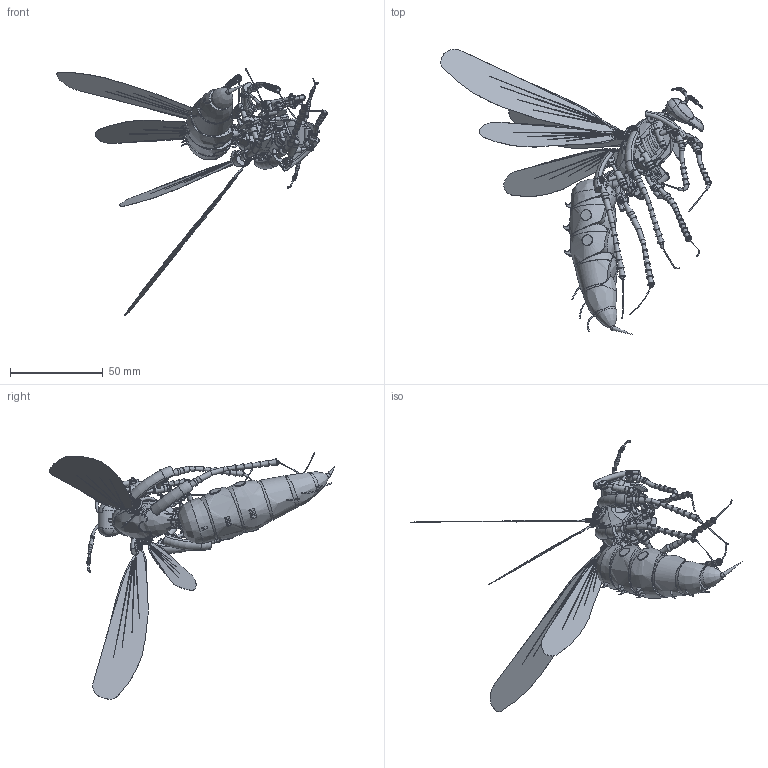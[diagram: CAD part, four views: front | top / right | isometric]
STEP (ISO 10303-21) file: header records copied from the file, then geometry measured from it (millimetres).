
FILE_DESCRIPTION( ( 'STEP AP214' ), '1' );
FILE_NAME( '4952_4756.stp', '2018-10-10T18:43:40', ( '' ), ( '' ), ' ', 'PARTsolutions', ' ' );
FILE_SCHEMA( ( 'AUTOMOTIVE_DESIGN { 1 0 10303 214 1 1 1 1 }' ) );
Length unit declared in the file: millimetre
Products named in the file (31): 8611; _Wasp Part back1.2; _Wasp Part1; _Wasp Part1_1; _Wasp Part1_2; _Wasp Part2; _Wasp Part3; _Wasp Part1_3; _Wasp Part1_4; _Wasp Part4; _Wasp Part5; _Wasp Part5_1; _Mosquito Robot body32; _Mosquito Robot body37; _Mosquito Robot body w3; _Mosquito Robot body35; _Wasp Part6; _Wasp Part6_1; _Mosquito Robot body33; _Mosquito Robot body38; _Mosquito Robot bodyw31; _Mosquito Robot body36; _Wasp Part9; _Wasp Part9_1; _Wasp Part8; _Wasp Part8_1; _Wasp Part10; _Wasp Part10_1; _Wasp Part7; _Wasp Part7_1; _Wasp Part1_5
Assembly tree (49 placements, depth 2):
  8611
    _Wasp Part back1.2
    _Wasp Part1
    _Wasp Part1_1
    _Wasp Part1_2
    _Wasp Part2
    _Wasp Part3
    _Wasp Part1_3
    _Wasp Part1_4
    _Wasp Part4
    _Wasp Part5
    _Wasp Part5_1
    _Mosquito Robot body32
    _Mosquito Robot body37
    _Mosquito Robot body w3
    _Mosquito Robot body35
    _Wasp Part6
    _Wasp Part6_1
    _Mosquito Robot body33
    _Mosquito Robot body38
    _Mosquito Robot bodyw31
    _Mosquito Robot body36
    _Wasp Part9
    _Wasp Part9_1
    _Wasp Part8
    _Wasp Part8_1
    _Wasp Part10
    _Wasp Part10_1
    _Wasp Part7
    _Wasp Part7_1
    _Wasp Part1_5  x20
Bounding box: 145.52 x 153.43 x 132.63 mm (x, y, z)
Volume: 49753.8 mm3; surface area: 34083.5 mm2
Topology: 48 solids, 120 shells, 2410 faces, 6131 edges, 4033 vertices
Faces by surface type: plane 1179, cylinder 531, torus 460, cone 157, bspline 49, sphere 34
Full cylindrical faces by diameter (mm): 0.272 x1, 0.3 x22, 0.384 x1, 0.403 x1, 0.414 x1, 0.46 x4, 0.5 x2, 0.6 x23, 0.7 x13, 0.787 x8, 0.8 x8, 0.84 x4, 1 x42, 1.1 x4, 1.2 x2, 1.4 x16, 1.6 x14, 1.8 x12, 1.9 x4, 1.946 x4, 1.987 x4, 2 x13, 2.2 x2, 2.4 x14, 2.6 x2, 2.8 x2, 3.4 x4, 3.6 x2, 4 x16, 6 x6
Entity records: 98200 total; most frequent: CARTESIAN_POINT 25922, DIRECTION 10941, ORIENTED_EDGE 10022, EDGE_CURVE 5188, AXIS2_PLACEMENT_3D 4495, VERTEX_POINT 3836, EDGE_LOOP 3293, FACE_OUTER_BOUND 2767
